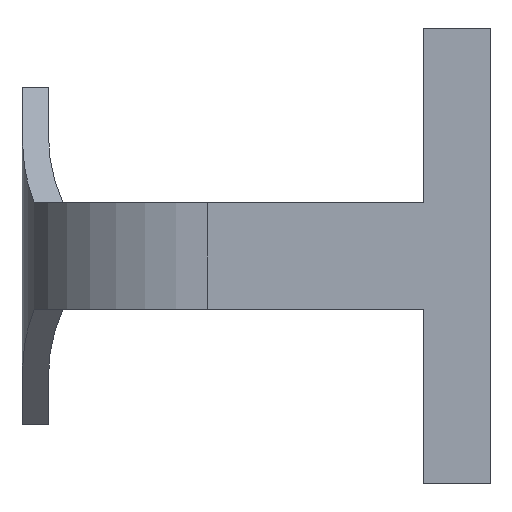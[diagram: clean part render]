
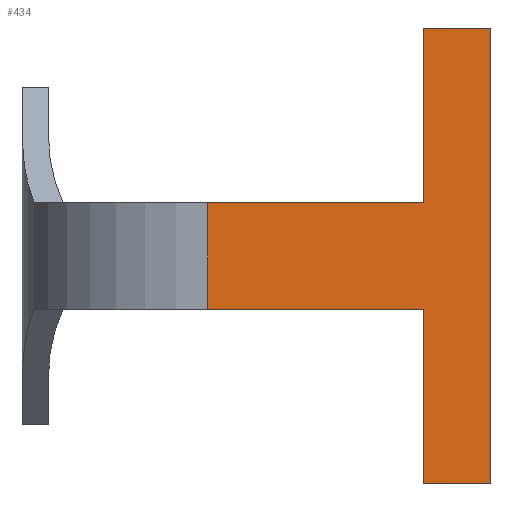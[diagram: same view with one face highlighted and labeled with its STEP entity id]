
A CAD part, left-side view. The second image highlights one B-rep face of the part: STEP entity #434.
In plain terms, the highlighted planar face has unit normal (-1, 0, 0).
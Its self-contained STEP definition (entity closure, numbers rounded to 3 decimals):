
#7 = VERTEX_POINT ( 'NONE', #105 ) ;
#13 = EDGE_CURVE ( 'NONE', #463, #7, #963, .T. ) ;
#64 = VERTEX_POINT ( 'NONE', #1001 ) ;
#88 = ORIENTED_EDGE ( 'NONE', *, *, #533, .T. ) ;
#105 = CARTESIAN_POINT ( 'NONE',  ( -24.065, 2.5, 8.575 ) ) ;
#135 = EDGE_CURVE ( 'NONE', #1130, #191, #836, .T. ) ;
#141 = VECTOR ( 'NONE', #635, 1000. ) ;
#165 = CARTESIAN_POINT ( 'NONE',  ( -24.065, 0., -8.575 ) ) ;
#177 = DIRECTION ( 'NONE',  ( 0., 0., 1. ) ) ;
#180 = CARTESIAN_POINT ( 'NONE',  ( -24.065, 10.65, 2. ) ) ;
#181 = EDGE_CURVE ( 'NONE', #778, #1130, #538, .T. ) ;
#191 = VERTEX_POINT ( 'NONE', #662 ) ;
#230 = LINE ( 'NONE', #165, #141 ) ;
#232 = LINE ( 'NONE', #567, #313 ) ;
#255 = ORIENTED_EDGE ( 'NONE', *, *, #135, .F. ) ;
#274 = EDGE_CURVE ( 'NONE', #64, #507, #788, .T. ) ;
#297 = EDGE_CURVE ( 'NONE', #332, #191, #232, .T. ) ;
#313 = VECTOR ( 'NONE', #572, 1000. ) ;
#318 = DIRECTION ( 'NONE',  ( 0., 0., -1. ) ) ;
#329 = CARTESIAN_POINT ( 'NONE',  ( -24.065, 0., 8.575 ) ) ;
#332 = VERTEX_POINT ( 'NONE', #180 ) ;
#334 = CARTESIAN_POINT ( 'NONE',  ( -24.065, 0., -8.575 ) ) ;
#341 = VECTOR ( 'NONE', #867, 1000. ) ;
#372 = FACE_OUTER_BOUND ( 'NONE', #904, .T. ) ;
#376 = ORIENTED_EDGE ( 'NONE', *, *, #297, .T. ) ;
#398 = VECTOR ( 'NONE', #1103, 1000. ) ;
#409 = DIRECTION ( 'NONE',  ( 1., 0., 0. ) ) ;
#434 = ADVANCED_FACE ( 'NONE', ( #372 ), #994, .F. ) ;
#438 = EDGE_CURVE ( 'NONE', #7, #64, #1037, .T. ) ;
#463 = VERTEX_POINT ( 'NONE', #719 ) ;
#469 = ORIENTED_EDGE ( 'NONE', *, *, #510, .T. ) ;
#494 = DIRECTION ( 'NONE',  ( 0., 0., 1. ) ) ;
#497 = CARTESIAN_POINT ( 'NONE',  ( -24.065, 0., 8.575 ) ) ;
#507 = VERTEX_POINT ( 'NONE', #334 ) ;
#510 = EDGE_CURVE ( 'NONE', #463, #332, #1144, .T. ) ;
#533 = EDGE_CURVE ( 'NONE', #778, #507, #230, .T. ) ;
#538 = LINE ( 'NONE', #1153, #1040 ) ;
#567 = CARTESIAN_POINT ( 'NONE',  ( -24.065, 10.65, 8.575 ) ) ;
#572 = DIRECTION ( 'NONE',  ( 0., 0., -1. ) ) ;
#630 = VECTOR ( 'NONE', #494, 1000. ) ;
#635 = DIRECTION ( 'NONE',  ( 0., -1., 0. ) ) ;
#657 = ORIENTED_EDGE ( 'NONE', *, *, #274, .F. ) ;
#659 = CARTESIAN_POINT ( 'NONE',  ( -24.065, 2.5, -2. ) ) ;
#662 = CARTESIAN_POINT ( 'NONE',  ( -24.065, 10.65, -2. ) ) ;
#702 = CARTESIAN_POINT ( 'NONE',  ( -24.065, 2.5, 8.575 ) ) ;
#717 = ORIENTED_EDGE ( 'NONE', *, *, #438, .F. ) ;
#719 = CARTESIAN_POINT ( 'NONE',  ( -24.065, 2.5, 2. ) ) ;
#778 = VERTEX_POINT ( 'NONE', #1231 ) ;
#788 = LINE ( 'NONE', #953, #1245 ) ;
#790 = ORIENTED_EDGE ( 'NONE', *, *, #13, .F. ) ;
#813 = CARTESIAN_POINT ( 'NONE',  ( -24.065, 2.5, -2. ) ) ;
#833 = CARTESIAN_POINT ( 'NONE',  ( -24.065, 2.5, 2. ) ) ;
#836 = LINE ( 'NONE', #659, #341 ) ;
#867 = DIRECTION ( 'NONE',  ( 0., 1., 0. ) ) ;
#904 = EDGE_LOOP ( 'NONE', ( #949, #88, #657, #717, #790, #469, #376, #255 ) ) ;
#916 = DIRECTION ( 'NONE',  ( 0., 1., 0. ) ) ;
#949 = ORIENTED_EDGE ( 'NONE', *, *, #181, .F. ) ;
#953 = CARTESIAN_POINT ( 'NONE',  ( -24.065, 0., 8.575 ) ) ;
#963 = LINE ( 'NONE', #702, #630 ) ;
#994 = PLANE ( 'NONE',  #1071 ) ;
#1001 = CARTESIAN_POINT ( 'NONE',  ( -24.065, 0., 8.575 ) ) ;
#1037 = LINE ( 'NONE', #329, #398 ) ;
#1040 = VECTOR ( 'NONE', #177, 1000. ) ;
#1071 = AXIS2_PLACEMENT_3D ( 'NONE', #497, #409, #318 ) ;
#1103 = DIRECTION ( 'NONE',  ( 0., -1., 0. ) ) ;
#1122 = VECTOR ( 'NONE', #916, 1000. ) ;
#1130 = VERTEX_POINT ( 'NONE', #813 ) ;
#1144 = LINE ( 'NONE', #833, #1122 ) ;
#1153 = CARTESIAN_POINT ( 'NONE',  ( -24.065, 2.5, 8.575 ) ) ;
#1231 = CARTESIAN_POINT ( 'NONE',  ( -24.065, 2.5, -8.575 ) ) ;
#1245 = VECTOR ( 'NONE', #1259, 1000. ) ;
#1259 = DIRECTION ( 'NONE',  ( 0., 0., -1. ) ) ;
